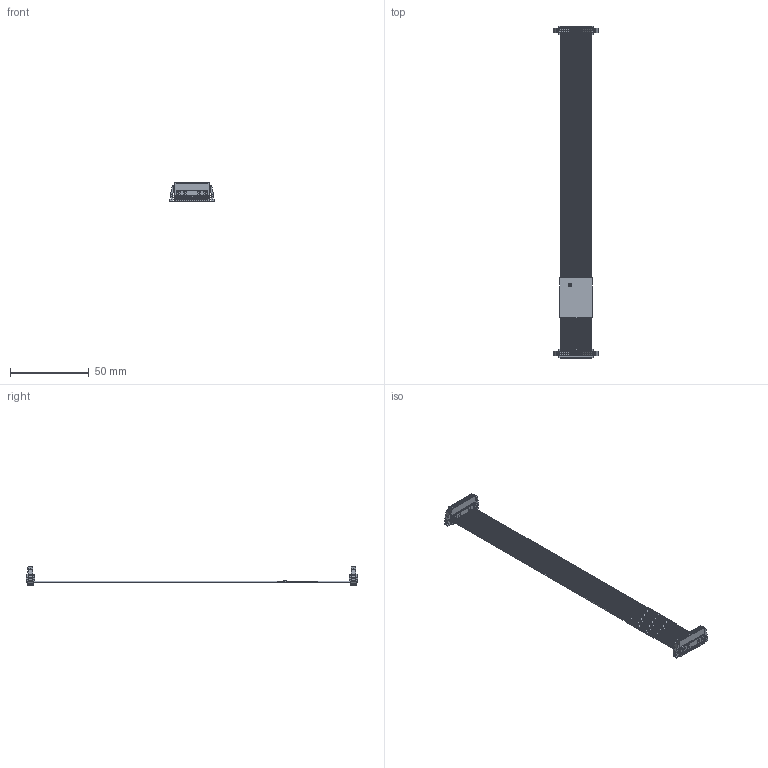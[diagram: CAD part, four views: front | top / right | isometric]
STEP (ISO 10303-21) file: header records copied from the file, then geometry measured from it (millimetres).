
FILE_DESCRIPTION(('CATIA V5 STEP Exchange','CAx-IF Rec.Pracs.--- Model Styling and Organization---1.4--- 2014-01-23'),'2;1');
FILE_NAME ('D1529045_0_2827160000_2827160000.stp','2022-04-28T13:54:32+00:00',('none'),('Weidmueller'),'CATIA Version 5-6 Release 2016 SP3 HF44','CATIA V5 STEP AP214','none');
FILE_SCHEMA(('AUTOMOTIVE_DESIGN { 1 0 10303 214 1 1 1 1 }'));
Products named in the file (1): 2827160000
Bounding box: 28.1 x 211.2 x 12.2 mm (x, y, z)
Volume: 3725.7 mm3; surface area: 27601 mm2
Topology: 37 solids, 37 shells, 4416 faces, 12380 edges, 8340 vertices
Faces by surface type: plane 3368, cylinder 878, extrusion 130, cone 40
Entity records: 148759 total; most frequent: CARTESIAN_POINT 36733, ORIENTED_EDGE 24760, DIRECTION 19590, EDGE_CURVE 12380, VECTOR 10108, LINE 9978, VERTEX_POINT 8340, AXIS2_PLACEMENT_3D 5197
